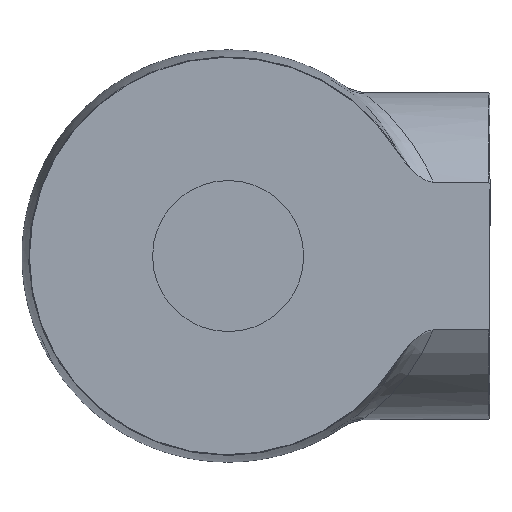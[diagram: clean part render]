
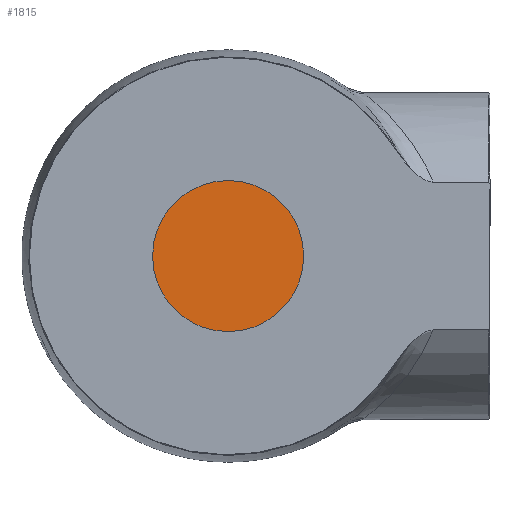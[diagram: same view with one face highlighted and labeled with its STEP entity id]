
A CAD part, front view. The second image highlights one B-rep face of the part: STEP entity #1815.
In plain terms, the highlighted planar face has unit normal (0, -1, 0).
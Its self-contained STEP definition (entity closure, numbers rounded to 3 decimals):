
#30 = DIRECTION ( 'NONE',  ( 0., -1., 0. ) ) ;
#332 = AXIS2_PLACEMENT_3D ( 'NONE', #1779, #430, #859 ) ;
#430 = DIRECTION ( 'NONE',  ( 0., 1., 0. ) ) ;
#437 = ORIENTED_EDGE ( 'NONE', *, *, #512, .F. ) ;
#439 = FACE_OUTER_BOUND ( 'NONE', #995, .T. ) ;
#448 = ORIENTED_EDGE ( 'NONE', *, *, #1800, .F. ) ;
#512 = EDGE_CURVE ( 'NONE', #1146, #1363, #1712, .T. ) ;
#575 = AXIS2_PLACEMENT_3D ( 'NONE', #1684, #30, #851 ) ;
#769 = CARTESIAN_POINT ( 'NONE',  ( 15., 0., 0. ) ) ;
#831 = CIRCLE ( 'NONE', #332, 15. ) ;
#851 = DIRECTION ( 'NONE',  ( 0., 0., -1. ) ) ;
#859 = DIRECTION ( 'NONE',  ( 1., 0., 0. ) ) ;
#904 = DIRECTION ( 'NONE',  ( 0., 1., 0. ) ) ;
#995 = EDGE_LOOP ( 'NONE', ( #448, #437 ) ) ;
#1006 = PLANE ( 'NONE',  #575 ) ;
#1027 = CARTESIAN_POINT ( 'NONE',  ( 0., 0., 0. ) ) ;
#1146 = VERTEX_POINT ( 'NONE', #1690 ) ;
#1363 = VERTEX_POINT ( 'NONE', #769 ) ;
#1408 = AXIS2_PLACEMENT_3D ( 'NONE', #1027, #904, #1573 ) ;
#1573 = DIRECTION ( 'NONE',  ( -1., 0., 0. ) ) ;
#1684 = CARTESIAN_POINT ( 'NONE',  ( 15.05, 0., -15.062 ) ) ;
#1690 = CARTESIAN_POINT ( 'NONE',  ( -15., 0., 0. ) ) ;
#1712 = CIRCLE ( 'NONE', #1408, 15. ) ;
#1779 = CARTESIAN_POINT ( 'NONE',  ( 0., 0., 0. ) ) ;
#1800 = EDGE_CURVE ( 'NONE', #1363, #1146, #831, .T. ) ;
#1815 = ADVANCED_FACE ( 'NONE', ( #439 ), #1006, .T. ) ;
